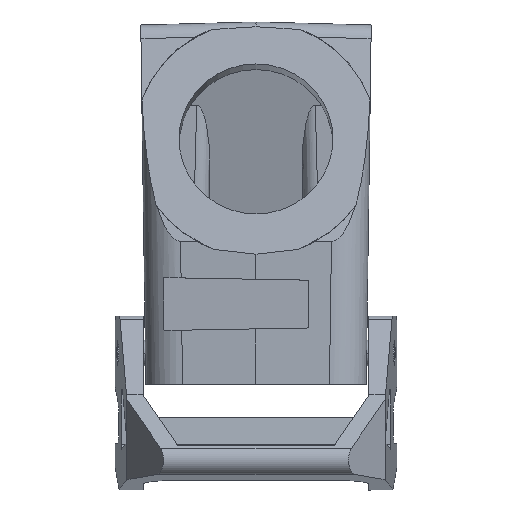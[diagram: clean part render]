
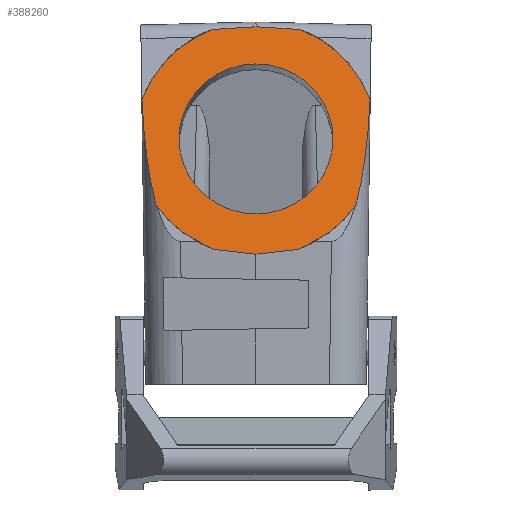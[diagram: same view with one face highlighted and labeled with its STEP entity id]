
A CAD part, front view. The second image highlights one B-rep face of the part: STEP entity #388260.
In plain terms, the highlighted face is planar.
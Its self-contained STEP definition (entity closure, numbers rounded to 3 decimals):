
#60=CARTESIAN_POINT('',(-33.119,-86.761,
-40.333));
#70=DIRECTION('',(0.974,0.225,
0.));
#80=DIRECTION('',(0.225,-0.974,
0.));
#90=AXIS2_PLACEMENT_3D('',#60,#70,#80);
#100=CIRCLE('',#90,24.);
#110=CARTESIAN_POINT('',(-31.331,-94.505,
-17.687));
#120=VERTEX_POINT('',#110);
#130=CARTESIAN_POINT('',(-28.105,-108.481,
-31.441));
#140=VERTEX_POINT('',#130);
#150=EDGE_CURVE('',#120,#140,#100,.T.);
#26870=CARTESIAN_POINT('',(-38.406,-63.863,
-40.333));
#26880=VERTEX_POINT('',#26870);
#26910=CARTESIAN_POINT('',(-38.904,-61.702,
-21.283));
#26920=DIRECTION('',(0.026,-0.113,
-0.993));
#26930=VECTOR('',#26920,1.);
#26940=LINE('',#26910,#26930);
#26950=CARTESIAN_POINT('',(-38.19,-64.798,
-48.574));
#26960=VERTEX_POINT('',#26950);
#26970=EDGE_CURVE('',#26880,#26960,#26940,.T.);
#73820=CARTESIAN_POINT('',(-38.19,-64.798,
-32.091));
#73830=VERTEX_POINT('',#73820);
#73860=CARTESIAN_POINT('',(-37.907,-66.024,
-21.283));
#73870=DIRECTION('',(-0.026,0.113,
-0.993));
#73880=VECTOR('',#73870,1.);
#73890=LINE('',#73860,#73880);
#73900=EDGE_CURVE('',#73830,#26880,#73890,.T.);
#130670=CARTESIAN_POINT('',(-28.105,-108.481,
-49.224));
#130680=VERTEX_POINT('',#130670);
#130710=CARTESIAN_POINT('',(-27.891,-109.407,
70.719));
#130720=DIRECTION('',(0.974,0.225,
0.));
#130730=DIRECTION('',(-0.005,0.02,
-1.));
#130740=AXIS2_PLACEMENT_3D('',#130710,#130720,#130730);
#130750=ELLIPSE('',#130740,133.734,3.5);
#130760=CARTESIAN_POINT('',(-27.972,-109.054,
-40.333));
#130770=VERTEX_POINT('',#130760);
#130780=EDGE_CURVE('',#130770,#130680,#130750,.T.);
#237790=CARTESIAN_POINT('',(-27.891,-109.407,
-151.385));
#237800=DIRECTION('',(0.974,0.225,
0.));
#237810=DIRECTION('',(0.005,-0.02,
-1.));
#237820=AXIS2_PLACEMENT_3D('',#237790,#237800,#237810);
#237830=ELLIPSE('',#237820,133.734,3.5);
#237840=EDGE_CURVE('',#140,#130770,#237830,.T.);
#296890=CARTESIAN_POINT('',(-30.504,-98.089,
-25.092));
#296900=DIRECTION('',(0.974,0.225,
0.));
#296910=DIRECTION('',(0.225,-0.974,
0.014));
#296920=AXIS2_PLACEMENT_3D('',#296890,#296900,#296910);
#296930=ELLIPSE('',#296920,33.397,7.5);
#296940=CARTESIAN_POINT('',(-36.159,-73.596,
-20.497));
#296950=VERTEX_POINT('',#296940);
#296960=EDGE_CURVE('',#296950,#120,#296930,.T.);
#297860=CARTESIAN_POINT('',(-36.159,-73.596,
-60.168));
#297870=VERTEX_POINT('',#297860);
#297900=CARTESIAN_POINT('',(-30.504,-98.089,
-55.574));
#297910=DIRECTION('',(0.974,0.225,
0.));
#297920=DIRECTION('',(0.225,-0.974,
-0.014));
#297930=AXIS2_PLACEMENT_3D('',#297900,#297910,#297920);
#297940=ELLIPSE('',#297930,33.397,7.5);
#297950=CARTESIAN_POINT('',(-31.331,-94.505,
-62.978));
#297960=VERTEX_POINT('',#297950);
#297970=EDGE_CURVE('',#297960,#297870,#297940,.T.);
#387500=EDGE_CURVE('',#130680,#297960,#100,.T.);
#387920=CARTESIAN_POINT('',(-31.286,-94.7,
-62.986));
#387930=DIRECTION('',(0.974,0.225,
0.));
#387940=DIRECTION('',(0.225,-0.974,
0.));
#387950=AXIS2_PLACEMENT_3D('',#387920,#387930,#387940);
#387960=PLANE('',#387950);
#387970=ORIENTED_EDGE('',*,*,#150,.F.);
#387980=ORIENTED_EDGE('',*,*,#237840,.F.);
#387990=ORIENTED_EDGE('',*,*,#130780,.F.);
#388000=ORIENTED_EDGE('',*,*,#387500,.F.);
#388010=ORIENTED_EDGE('',*,*,#297970,.F.);
#388020=EDGE_CURVE('',#297870,#26960,#100,.T.);
#388030=ORIENTED_EDGE('',*,*,#388020,.F.);
#388040=ORIENTED_EDGE('',*,*,#26970,.T.);
#388050=ORIENTED_EDGE('',*,*,#73900,.T.);
#388060=EDGE_CURVE('',#73830,#296950,#100,.T.);
#388070=ORIENTED_EDGE('',*,*,#388060,.F.);
#388080=ORIENTED_EDGE('',*,*,#296960,.F.);
#388090=EDGE_LOOP('',(#388080,#388070,#388050,#388040,#388030,#388010,
#388000,#387990,#387980,#387970));
#388100=FACE_OUTER_BOUND('',#388090,.T.);
#388110=CARTESIAN_POINT('',(-33.119,-86.761,
-40.333));
#388120=DIRECTION('',(-0.974,-0.225,
0.));
#388130=DIRECTION('',(0.,0.,-1.));
#388140=AXIS2_PLACEMENT_3D('',#388110,#388120,#388130);
#388150=CIRCLE('',#388140,15.3);
#388160=CARTESIAN_POINT('',(-33.119,-86.761,
-55.633));
#388170=VERTEX_POINT('',#388160);
#388180=CARTESIAN_POINT('',(-33.119,-86.761,
-25.033));
#388190=VERTEX_POINT('',#388180);
#388200=EDGE_CURVE('',#388170,#388190,#388150,.T.);
#388210=ORIENTED_EDGE('',*,*,#388200,.F.);
#388220=EDGE_CURVE('',#388190,#388170,#388150,.T.);
#388230=ORIENTED_EDGE('',*,*,#388220,.F.);
#388240=EDGE_LOOP('',(#388230,#388210));
#388250=FACE_BOUND('',#388240,.T.);
#388260=ADVANCED_FACE('',(#388100,#388250),#387960,.F.);
